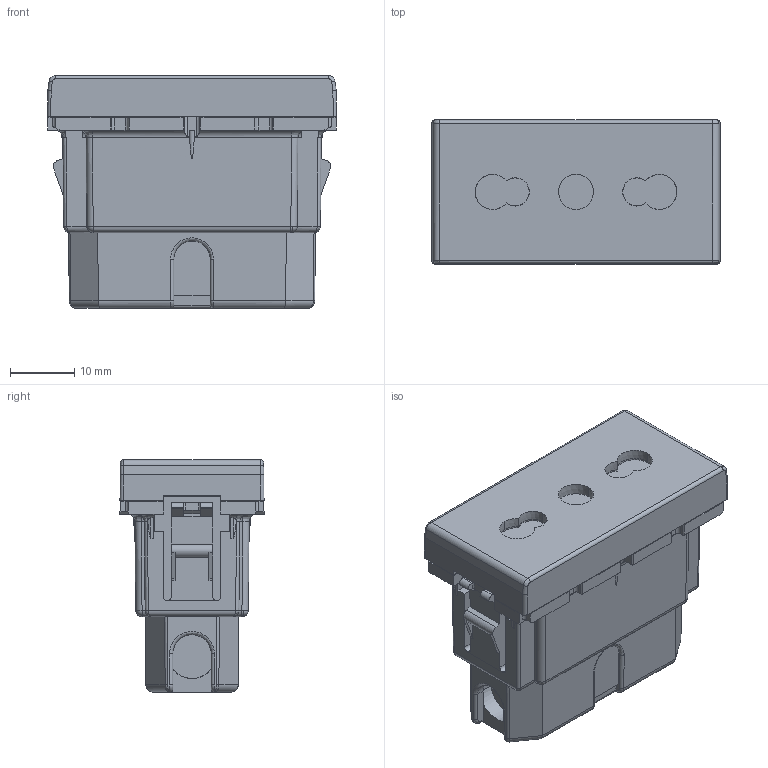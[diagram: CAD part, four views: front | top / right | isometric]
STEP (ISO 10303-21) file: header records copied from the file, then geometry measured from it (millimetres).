
FILE_DESCRIPTION(('CATIA V5 STEP Exchange','CAx-IF Rec.Pracs.--- Model Styling and Organization---1.4--- 2014-01-23'),'2;1');
FILE_NAME ('013612-2_2', '2019-10-18T07:12:45+00:00', ('none'), ('Weidmueller'), 'CATIA Version 5-6 Release 2016 SP3 HF44', 'CATIA V5 STEP AP214', 'none');
FILE_SCHEMA(('AUTOMOTIVE_DESIGN { 1 0 10303 214 1 1 1 1 }'));
Length unit declared in the file: millimetre
Products named in the file (1): 1450810000
Bounding box: 45.05 x 22.48 x 36.3 mm (x, y, z)
Volume: 24228.6 mm3; surface area: 10470.7 mm2
Topology: 2 solids, 7 shells, 617 faces, 1691 edges, 1079 vertices
Faces by surface type: plane 345, cylinder 175, bspline 31, torus 30, cone 20, sphere 12, extrusion 4
Entity records: 21183 total; most frequent: CARTESIAN_POINT 7122, ORIENTED_EDGE 3350, DIRECTION 2151, EDGE_CURVE 1675, VECTOR 1106, LINE 1102, VERTEX_POINT 1079, AXIS2_PLACEMENT_3D 638
